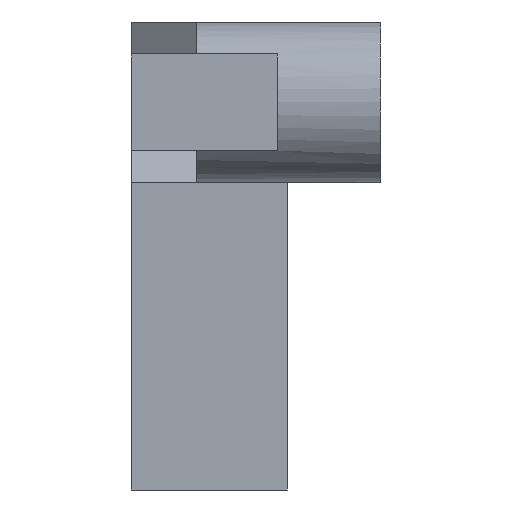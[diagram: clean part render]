
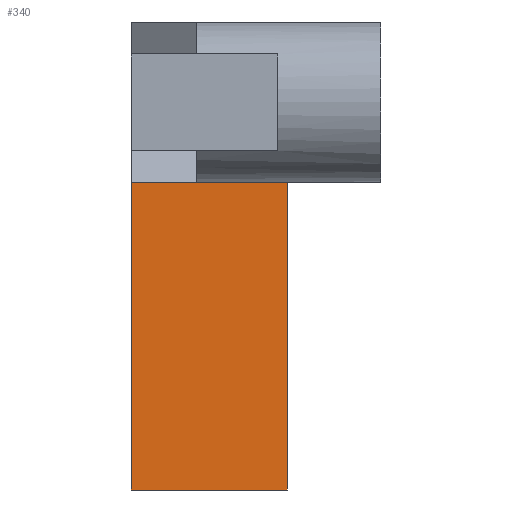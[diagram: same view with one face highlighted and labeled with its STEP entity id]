
A CAD part, left-side view. The second image highlights one B-rep face of the part: STEP entity #340.
In plain terms, the highlighted planar face has unit normal (-1, 0, 0).
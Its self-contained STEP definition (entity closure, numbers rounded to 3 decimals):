
#163=FACE_OUTER_BOUND('',#908,.T.);
#340=ADVANCED_FACE('',(#163),#521,.F.);
#521=PLANE('',#4219);
#908=EDGE_LOOP('',(#1241,#1242,#1243,#1244));
#1241=ORIENTED_EDGE('',*,*,#2780,.F.);
#1242=ORIENTED_EDGE('',*,*,#2882,.T.);
#1243=ORIENTED_EDGE('',*,*,#2883,.F.);
#1244=ORIENTED_EDGE('',*,*,#2884,.T.);
#2368=VERTEX_POINT('',#5116);
#2369=VERTEX_POINT('',#5118);
#2452=VERTEX_POINT('',#5360);
#2453=VERTEX_POINT('',#5362);
#2780=EDGE_CURVE('',#2368,#2369,#3408,.T.);
#2882=EDGE_CURVE('',#2368,#2452,#3482,.T.);
#2883=EDGE_CURVE('',#2453,#2452,#3483,.T.);
#2884=EDGE_CURVE('',#2453,#2369,#3484,.T.);
#3408=LINE('',#5117,#3812);
#3482=LINE('',#5359,#3886);
#3483=LINE('',#5361,#3887);
#3484=LINE('',#5363,#3888);
#3812=VECTOR('',#4376,1.);
#3886=VECTOR('',#4480,1.);
#3887=VECTOR('',#4481,1.);
#3888=VECTOR('',#4482,1.);
#4219=AXIS2_PLACEMENT_3D('',#5364,#4483,#4484);
#4376=DIRECTION('',(0.,0.,1.));
#4480=DIRECTION('',(0.,-1.,0.));
#4481=DIRECTION('',(0.,0.,-1.));
#4482=DIRECTION('',(0.,1.,0.));
#4483=DIRECTION('',(1.,0.,0.));
#4484=DIRECTION('',(0.,-1.,0.));
#5116=CARTESIAN_POINT('',(0.,5.,0.));
#5117=CARTESIAN_POINT('',(0.,5.,0.));
#5118=CARTESIAN_POINT('',(0.,5.,9.85));
#5359=CARTESIAN_POINT('',(0.,5.,0.));
#5360=CARTESIAN_POINT('',(0.,0.,0.));
#5361=CARTESIAN_POINT('',(0.,0.,9.85));
#5362=CARTESIAN_POINT('',(0.,0.,9.85));
#5363=CARTESIAN_POINT('',(0.,0.,9.85));
#5364=CARTESIAN_POINT('',(0.,2.5,4.925));
